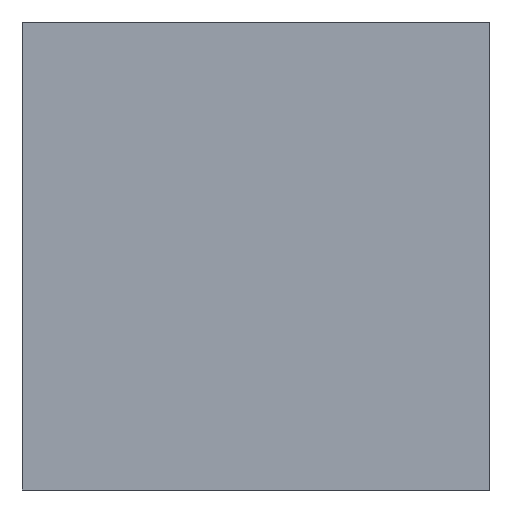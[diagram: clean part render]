
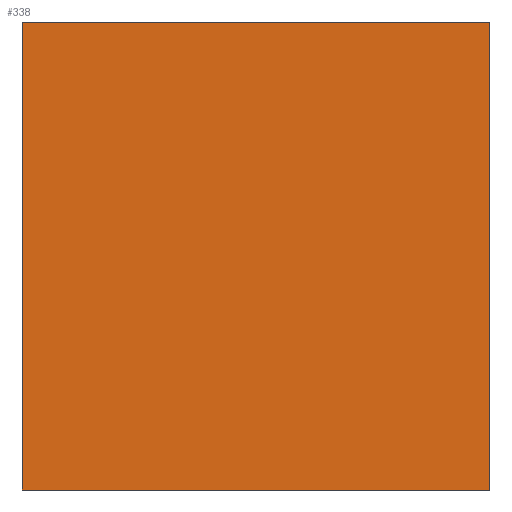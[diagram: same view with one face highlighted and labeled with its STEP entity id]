
A CAD part, front view. The second image highlights one B-rep face of the part: STEP entity #338.
In plain terms, the highlighted planar face has unit normal (0, -1, 0).
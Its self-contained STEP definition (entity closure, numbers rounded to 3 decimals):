
#23=FACE_OUTER_BOUND('',#43,.T.);
#43=EDGE_LOOP('',(#246,#247,#248,#249));
#64=LINE('',#498,#108);
#68=LINE('',#505,#112);
#71=LINE('',#510,#115);
#73=LINE('',#513,#117);
#108=VECTOR('',#403,10.);
#112=VECTOR('',#409,10.);
#115=VECTOR('',#414,10.);
#117=VECTOR('',#418,10.);
#152=VERTEX_POINT('',#496);
#153=VERTEX_POINT('',#497);
#155=VERTEX_POINT('',#504);
#156=VERTEX_POINT('',#509);
#182=EDGE_CURVE('',#152,#153,#64,.T.);
#186=EDGE_CURVE('',#153,#155,#68,.T.);
#189=EDGE_CURVE('',#155,#156,#71,.T.);
#191=EDGE_CURVE('',#156,#152,#73,.T.);
#246=ORIENTED_EDGE('',*,*,#191,.T.);
#247=ORIENTED_EDGE('',*,*,#182,.T.);
#248=ORIENTED_EDGE('',*,*,#186,.T.);
#249=ORIENTED_EDGE('',*,*,#189,.T.);
#319=PLANE('',#374);
#338=ADVANCED_FACE('',(#23),#319,.F.);
#374=AXIS2_PLACEMENT_3D('',#514,#419,#420);
#403=DIRECTION('',(0.,0.,1.));
#409=DIRECTION('',(-1.,0.,0.));
#414=DIRECTION('',(0.,0.,-1.));
#418=DIRECTION('',(1.,0.,0.));
#419=DIRECTION('center_axis',(0.,1.,0.));
#420=DIRECTION('ref_axis',(1.,0.,0.));
#496=CARTESIAN_POINT('',(321.496,75.,191.143));
#497=CARTESIAN_POINT('',(321.496,75.,441.143));
#498=CARTESIAN_POINT('',(321.496,75.,191.143));
#504=CARTESIAN_POINT('',(71.496,75.,441.143));
#505=CARTESIAN_POINT('',(321.496,75.,441.143));
#509=CARTESIAN_POINT('',(71.496,75.,191.143));
#510=CARTESIAN_POINT('',(71.496,75.,441.143));
#513=CARTESIAN_POINT('',(71.496,75.,191.143));
#514=CARTESIAN_POINT('Origin',(196.496,75.,316.143));
